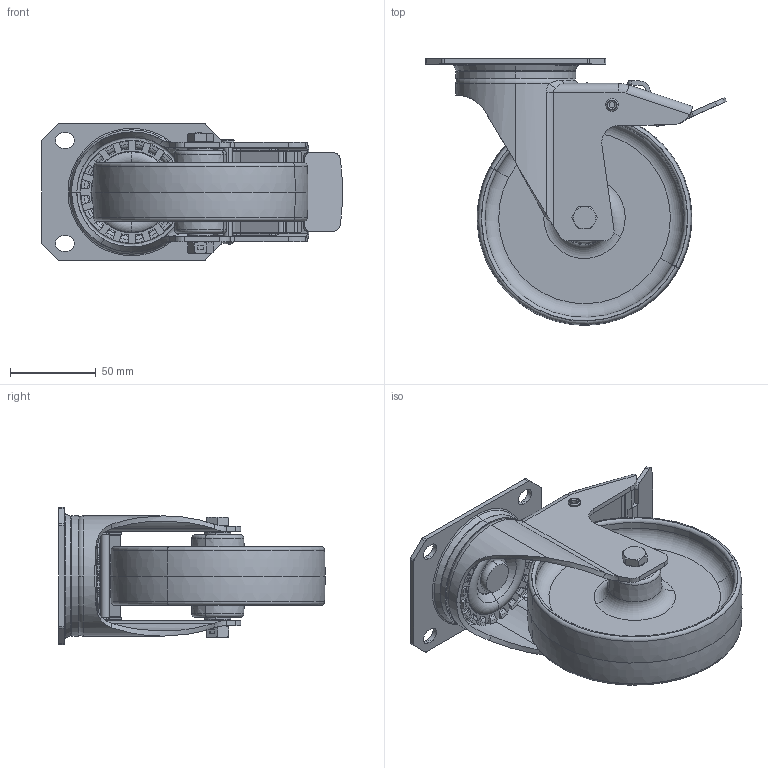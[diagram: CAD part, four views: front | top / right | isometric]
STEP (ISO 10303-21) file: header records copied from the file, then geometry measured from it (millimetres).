
FILE_DESCRIPTION (( 'STEP AP214' ), '1' );
FILE_NAME ('0055956.step', '2023-08-02T06:41:37', ( '' ), ( '' ), 'SwSTEP 2.0', 'SolidWorks 2020', '' );
FILE_SCHEMA (( 'AUTOMOTIVE_DESIGN' ));
Length unit declared in the file: millimetre
Products named in the file (1): 0055956
Bounding box: 175.08 x 154.97 x 80 mm (x, y, z)
Volume: 270621.7 mm3; surface area: 147172.5 mm2
Topology: 10 solids, 12 shells, 1001 faces, 2485 edges, 1533 vertices
Faces by surface type: plane 366, cylinder 250, torus 205, cone 132, bspline 32, sphere 16
Entity records: 45755 total; most frequent: CARTESIAN_POINT 11444, ORIENTED_EDGE 4964, DIRECTION 4740, EDGE_CURVE 2482, AXIS2_PLACEMENT_3D 1895, VERTEX_POINT 1531, EDGE_LOOP 1067, UNCERTAINTY_MEASURE_WITH_UNIT 1011
